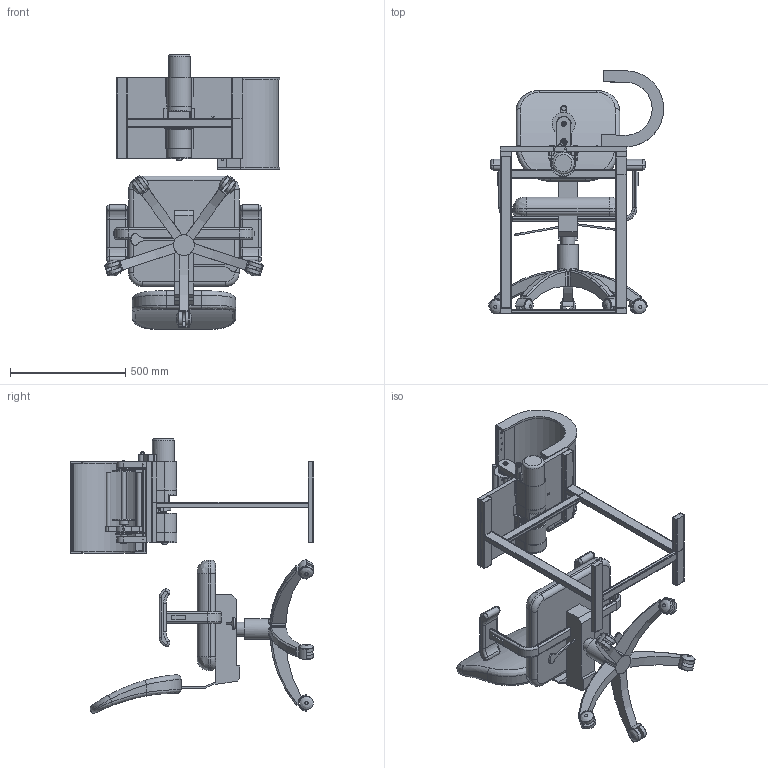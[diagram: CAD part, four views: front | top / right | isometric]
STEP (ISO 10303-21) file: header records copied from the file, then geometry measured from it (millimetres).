
FILE_DESCRIPTION(/* description */ (''),/* implementation_level */ '2;1');
FILE_NAME(/* name */ 'Montaje.stp',/* time_stamp */ '2021-09-02T11:24:41-03:00',/* author */ ('cristiano.schuster'),/* organization */ (''),/* preprocessor_version */ 'ST-DEVELOPER v18.1',/* originating_system */ 'Autodesk Inventor 2022',/* authorisation */ '');
FILE_SCHEMA (('AUTOMOTIVE_DESIGN { 1 0 10303 214 3 1 1 }'));
Length unit declared in the file: millimetre
Products named in the file (64): Montaje; soporte_riel; ANSI/AFBMA 16.1 - 25 x 47 x 14; soporte_riel_1; DIN 471 - 10x1; Reel; Centro; Reel1ACABARMEDIDAS; Reel1ACABARMEDIDAS_1; SKF_6000; SKF_6000_PART1; SKF_6000_PART2; SKF_6000_PART3; SKF_6000_PART4; TapaSeguridad; Sup.Acrilico; Acrilico; Base.pin.Seg; Tapa Frontar y Posterior; Mesa; extructura_mesa; Frame 1572033469407; Skeleton 1572033469408; ISO 12633-2 - 50x25x2.5 - 350; ISO 12633-2 - 50x25x2.5 - 175; ISO 12633-2 - 50x25x2.5 - 175_1; ISO 12633-2 - 50x25x2.5 - 175_2; ISO 12633-2 - 50x25x2.5 - 175_3; ISO 12633-2 - 50x25x2.5 - 175_4; ISO 12633-2 - 50x25x2.5 - 175_5; ISO 12633-2 - 50x25x2.5 - 681; ISO 12633-2 - 50x25x2.5 - 606; ISO 12633-2 - 50x25x2.5 - 75; ISO 4019 - 40x20x2 - 550; ISO 4019 - 40x20x2 - 452,5; mesa_1; Placa Esquinas empalmadas (mm) 25 x 50 x 1; TapaEje; TapaEje_1; TapaEje_2 ...
Assembly tree (100 placements, depth 4):
  Montaje
    soporte_riel
    ANSI/AFBMA 16.1 - 25 x 47 x 14
    soporte_riel_1
    DIN 471 - 10x1  x2
    Reel
      Centro
      Reel1ACABARMEDIDAS
      Reel1ACABARMEDIDAS_1
      SKF_6000  x2
        SKF_6000_PART1
        SKF_6000_PART2
        SKF_6000_PART3
        SKF_6000_PART4
    TapaSeguridad
      Sup.Acrilico  x4
      Acrilico
      Base.pin.Seg
      Tapa Frontar y Posterior  x2
    Mesa
      extructura_mesa
      Frame 1572033469407
        Skeleton 1572033469408
        ISO 12633-2 - 50x25x2.5 - 350
        ISO 12633-2 - 50x25x2.5 - 175
        ISO 12633-2 - 50x25x2.5 - 175_1
        ISO 12633-2 - 50x25x2.5 - 175_2
        ISO 12633-2 - 50x25x2.5 - 175_3
        ISO 12633-2 - 50x25x2.5 - 175_4
        ISO 12633-2 - 50x25x2.5 - 175_5
        ISO 12633-2 - 50x25x2.5 - 681
        ISO 12633-2 - 50x25x2.5 - 606
        ISO 12633-2 - 50x25x2.5 - 75
        ISO 4019 - 40x20x2 - 550
        ISO 4019 - 40x20x2 - 452,5
        Placa Esquinas empalmadas (mm) 25 x 50 x 1  x6
      mesa_1
      Placa Esquinas empalmadas (mm) 25 x 50 x 1  x2
    TapaEje
      TapaEje_1
      TapaEje_3
    TapaEje_2
    TapaEje_3
    Cadeira_preta
    ISO 4032 - M8  x4
    ISO 4014 - M8 x 55  x4
    ANSI/AFBMA 16.1 - 10 x 22 x 6
    ISO 4014 - M10 x 70
    ISO 7089 - 14
    ISO 4032 - M10
    PB-2P-MPBS
    Montaje Bobinador
      soporte planetario
      brazos_planetarios1  x2
      brazos_planetarios1_1  x2
      vailla enroscada
    Conjunto transimisión
      UCP-204
      Eje_Base
      SoporteMancal
Bounding box: 761.68 x 1057.87 x 1193.39 mm (x, y, z)
Volume: 47065469.5 mm3; surface area: 4708165.8 mm2
Topology: 124 solids, 126 shells, 1789 faces, 4268 edges, 2754 vertices
Faces by surface type: plane 851, cylinder 572, torus 142, cone 119, sphere 56, bspline 49
Full cylindrical faces by diameter (mm): 0.8 x4, 1.2 x2, 1.5 x4, 3 x1, 4.5 x1, 5 x4, 5.4 x1, 5.6 x1, 5.918 x1, 6 x26, 6.647 x4, 8 x15, 8.2 x1, 8.376 x3, 9 x1, 9.188 x2, 10 x43, 11.63 x4, 12 x2, 13 x2, 13.9 x2, 14 x1, 14.63 x1, 14.8 x4, 15 x1, 16 x1, 18.1 x2, 19 x3, 19.543 x2, 20 x4
Entity records: 48677 total; most frequent: CARTESIAN_POINT 11898, DIRECTION 7621, ORIENTED_EDGE 6766, EDGE_CURVE 3383, AXIS2_PLACEMENT_3D 2957, VERTEX_POINT 2238, LINE 1707, VECTOR 1707
